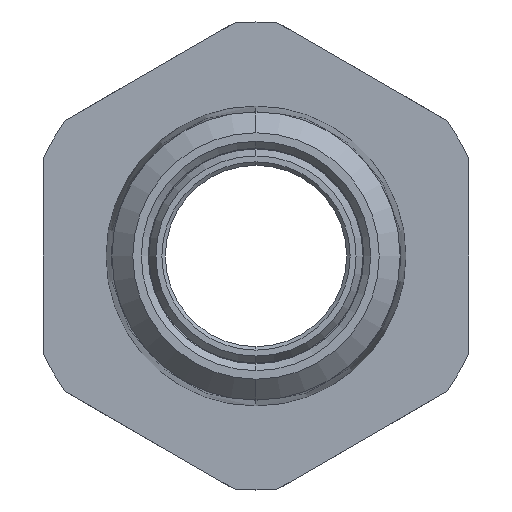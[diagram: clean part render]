
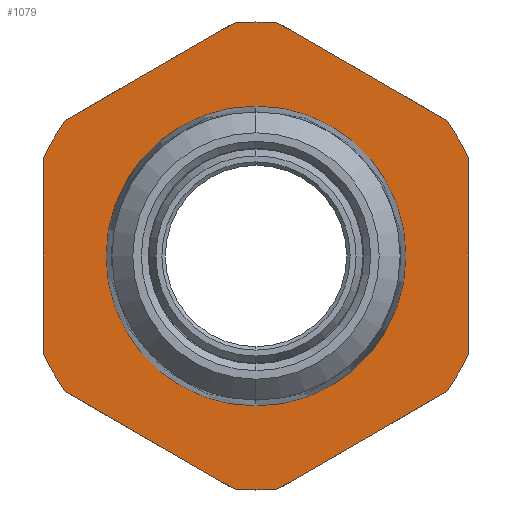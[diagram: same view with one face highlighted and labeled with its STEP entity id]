
A CAD part, left-side view. The second image highlights one B-rep face of the part: STEP entity #1079.
In plain terms, the highlighted planar face has unit normal (-1, 0, 0).
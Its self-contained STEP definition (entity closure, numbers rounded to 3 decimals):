
#16 = CIRCLE ( 'NONE', #1730, 16.775 ) ;
#64 = CARTESIAN_POINT ( 'NONE',  ( 20.2, -1.573, 16.701 ) ) ;
#83 = CARTESIAN_POINT ( 'NONE',  ( 20.2, -15.25, 8.805 ) ) ;
#101 = LINE ( 'NONE', #515, #2315 ) ;
#121 = CARTESIAN_POINT ( 'NONE',  ( 20.2, 13.677, -9.713 ) ) ;
#138 = CIRCLE ( 'NONE', #1831, 16.775 ) ;
#172 = EDGE_CURVE ( 'NONE', #1965, #1394, #1167, .T. ) ;
#187 = EDGE_CURVE ( 'NONE', #1970, #1394, #232, .T. ) ;
#213 = FACE_BOUND ( 'NONE', #1955, .T. ) ;
#232 = CIRCLE ( 'NONE', #1624, 16.775 ) ;
#272 = VECTOR ( 'NONE', #2226, 1000. ) ;
#275 = DIRECTION ( 'NONE',  ( 0., 0., 1. ) ) ;
#294 = VECTOR ( 'NONE', #275, 1000. ) ;
#300 = VERTEX_POINT ( 'NONE', #856 ) ;
#302 = CARTESIAN_POINT ( 'NONE',  ( 20.2, -15.25, 6.988 ) ) ;
#314 = DIRECTION ( 'NONE',  ( 0., 0., -1. ) ) ;
#320 = CARTESIAN_POINT ( 'NONE',  ( 20.2, 15.25, -6.988 ) ) ;
#358 = CIRCLE ( 'NONE', #429, 10.75 ) ;
#366 = EDGE_CURVE ( 'NONE', #1965, #2257, #2173, .T. ) ;
#369 = EDGE_CURVE ( 'NONE', #2743, #2257, #2681, .T. ) ;
#421 = CARTESIAN_POINT ( 'NONE',  ( 20.2, 0., 0. ) ) ;
#429 = AXIS2_PLACEMENT_3D ( 'NONE', #2128, #2166, #1245 ) ;
#462 = CARTESIAN_POINT ( 'NONE',  ( 20.2, 15.25, 6.988 ) ) ;
#489 = ORIENTED_EDGE ( 'NONE', *, *, #366, .F. ) ;
#492 = VERTEX_POINT ( 'NONE', #1846 ) ;
#500 = DIRECTION ( 'NONE',  ( 0., -0.866, 0.5 ) ) ;
#515 = CARTESIAN_POINT ( 'NONE',  ( 20.2, 15.25, 8.805 ) ) ;
#533 = DIRECTION ( 'NONE',  ( 0., 0., -1. ) ) ;
#541 = ORIENTED_EDGE ( 'NONE', *, *, #2054, .T. ) ;
#549 = AXIS2_PLACEMENT_3D ( 'NONE', #1379, #2663, #1159 ) ;
#606 = EDGE_CURVE ( 'NONE', #492, #1850, #1069, .T. ) ;
#627 = DIRECTION ( 'NONE',  ( 0., 0.866, -0.5 ) ) ;
#681 = ORIENTED_EDGE ( 'NONE', *, *, #2023, .T. ) ;
#704 = EDGE_CURVE ( 'NONE', #2280, #2386, #2000, .T. ) ;
#749 = DIRECTION ( 'NONE',  ( 0., 0., -1. ) ) ;
#751 = ORIENTED_EDGE ( 'NONE', *, *, #1365, .T. ) ;
#764 = EDGE_CURVE ( 'NONE', #2280, #492, #16, .T. ) ;
#786 = ORIENTED_EDGE ( 'NONE', *, *, #172, .T. ) ;
#807 = VERTEX_POINT ( 'NONE', #1300 ) ;
#828 = AXIS2_PLACEMENT_3D ( 'NONE', #1411, #1383, #533 ) ;
#830 = DIRECTION ( 'NONE',  ( 0., 0., -1. ) ) ;
#851 = CARTESIAN_POINT ( 'NONE',  ( 20.2, 0., 17.609 ) ) ;
#856 = CARTESIAN_POINT ( 'NONE',  ( 20.2, 0., 10.75 ) ) ;
#891 = ORIENTED_EDGE ( 'NONE', *, *, #606, .F. ) ;
#906 = ORIENTED_EDGE ( 'NONE', *, *, #187, .F. ) ;
#936 = DIRECTION ( 'NONE',  ( 0., 0., -1. ) ) ;
#949 = CARTESIAN_POINT ( 'NONE',  ( 20.2, 0., -17.609 ) ) ;
#962 = CARTESIAN_POINT ( 'NONE',  ( 20.2, 10.75, 0. ) ) ;
#981 = CARTESIAN_POINT ( 'NONE',  ( 20.2, 0., 0. ) ) ;
#994 = VERTEX_POINT ( 'NONE', #462 ) ;
#1044 = CARTESIAN_POINT ( 'NONE',  ( 20.2, 0., 0. ) ) ;
#1069 = CIRCLE ( 'NONE', #1470, 16.775 ) ;
#1079 = ADVANCED_FACE ( 'NONE', ( #1851, #213 ), #1813, .F. ) ;
#1088 = ORIENTED_EDGE ( 'NONE', *, *, #2182, .F. ) ;
#1107 = EDGE_CURVE ( 'NONE', #2743, #807, #138, .T. ) ;
#1134 = CARTESIAN_POINT ( 'NONE',  ( 20.2, 13.677, 9.713 ) ) ;
#1140 = VERTEX_POINT ( 'NONE', #121 ) ;
#1159 = DIRECTION ( 'NONE',  ( 0., 0., -1. ) ) ;
#1167 = LINE ( 'NONE', #1962, #294 ) ;
#1239 = CARTESIAN_POINT ( 'NONE',  ( 20.2, -13.677, -9.713 ) ) ;
#1243 = EDGE_LOOP ( 'NONE', ( #751, #1088, #2537, #1496, #1456, #489, #786, #906, #541, #891, #2776, #2225, #1592 ) ) ;
#1245 = DIRECTION ( 'NONE',  ( 0., 0., -1. ) ) ;
#1247 = EDGE_CURVE ( 'NONE', #994, #2386, #2722, .T. ) ;
#1251 = DIRECTION ( 'NONE',  ( 1., 0., 0. ) ) ;
#1300 = CARTESIAN_POINT ( 'NONE',  ( 20.2, 1.573, -16.701 ) ) ;
#1323 = VERTEX_POINT ( 'NONE', #320 ) ;
#1365 = EDGE_CURVE ( 'NONE', #994, #1323, #101, .T. ) ;
#1379 = CARTESIAN_POINT ( 'NONE',  ( 20.2, 0., 0. ) ) ;
#1383 = DIRECTION ( 'NONE',  ( 1., 0., 0. ) ) ;
#1394 = VERTEX_POINT ( 'NONE', #302 ) ;
#1396 = CARTESIAN_POINT ( 'NONE',  ( 20.2, -13.677, 9.713 ) ) ;
#1411 = CARTESIAN_POINT ( 'NONE',  ( 20.2, 0., 0. ) ) ;
#1420 = LINE ( 'NONE', #83, #272 ) ;
#1456 = ORIENTED_EDGE ( 'NONE', *, *, #369, .T. ) ;
#1470 = AXIS2_PLACEMENT_3D ( 'NONE', #2520, #1251, #1939 ) ;
#1471 = VECTOR ( 'NONE', #500, 1000. ) ;
#1496 = ORIENTED_EDGE ( 'NONE', *, *, #1107, .F. ) ;
#1549 = VERTEX_POINT ( 'NONE', #2085 ) ;
#1567 = DIRECTION ( 'NONE',  ( 0., 0., -1. ) ) ;
#1592 = ORIENTED_EDGE ( 'NONE', *, *, #1247, .F. ) ;
#1597 = DIRECTION ( 'NONE',  ( 1., 0., 0. ) ) ;
#1624 = AXIS2_PLACEMENT_3D ( 'NONE', #2165, #2215, #936 ) ;
#1639 = CIRCLE ( 'NONE', #2152, 16.775 ) ;
#1678 = ORIENTED_EDGE ( 'NONE', *, *, #2707, .T. ) ;
#1726 = CARTESIAN_POINT ( 'NONE',  ( 20.2, 1.573, 16.701 ) ) ;
#1730 = AXIS2_PLACEMENT_3D ( 'NONE', #421, #2573, #1567 ) ;
#1791 = DIRECTION ( 'NONE',  ( 1., 0., 0. ) ) ;
#1813 = PLANE ( 'NONE',  #2696 ) ;
#1831 = AXIS2_PLACEMENT_3D ( 'NONE', #981, #2250, #749 ) ;
#1846 = CARTESIAN_POINT ( 'NONE',  ( 20.2, 0., 16.775 ) ) ;
#1850 = VERTEX_POINT ( 'NONE', #64 ) ;
#1851 = FACE_OUTER_BOUND ( 'NONE', #1243, .T. ) ;
#1864 = VECTOR ( 'NONE', #627, 1000. ) ;
#1939 = DIRECTION ( 'NONE',  ( 0., 0., -1. ) ) ;
#1955 = EDGE_LOOP ( 'NONE', ( #681, #1678 ) ) ;
#1962 = CARTESIAN_POINT ( 'NONE',  ( 20.2, -15.25, -8.805 ) ) ;
#1965 = VERTEX_POINT ( 'NONE', #2249 ) ;
#1970 = VERTEX_POINT ( 'NONE', #1396 ) ;
#2000 = LINE ( 'NONE', #851, #1864 ) ;
#2023 = EDGE_CURVE ( 'NONE', #1549, #300, #2557, .T. ) ;
#2032 = AXIS2_PLACEMENT_3D ( 'NONE', #2202, #1791, #2224 ) ;
#2054 = EDGE_CURVE ( 'NONE', #1970, #1850, #1420, .T. ) ;
#2071 = LINE ( 'NONE', #2313, #2517 ) ;
#2085 = CARTESIAN_POINT ( 'NONE',  ( 20.2, 0., -10.75 ) ) ;
#2122 = DIRECTION ( 'NONE',  ( 0., -0.866, -0.5 ) ) ;
#2128 = CARTESIAN_POINT ( 'NONE',  ( 20.2, 0., 0. ) ) ;
#2152 = AXIS2_PLACEMENT_3D ( 'NONE', #1044, #2322, #830 ) ;
#2165 = CARTESIAN_POINT ( 'NONE',  ( 20.2, 0., 0. ) ) ;
#2166 = DIRECTION ( 'NONE',  ( 1., 0., 0. ) ) ;
#2173 = CIRCLE ( 'NONE', #2032, 16.775 ) ;
#2182 = EDGE_CURVE ( 'NONE', #1140, #1323, #1639, .T. ) ;
#2202 = CARTESIAN_POINT ( 'NONE',  ( 20.2, 0., 0. ) ) ;
#2215 = DIRECTION ( 'NONE',  ( 1., 0., 0. ) ) ;
#2224 = DIRECTION ( 'NONE',  ( 0., 0., -1. ) ) ;
#2225 = ORIENTED_EDGE ( 'NONE', *, *, #704, .T. ) ;
#2226 = DIRECTION ( 'NONE',  ( 0., 0.866, 0.5 ) ) ;
#2236 = DIRECTION ( 'NONE',  ( 0., 0., -1. ) ) ;
#2249 = CARTESIAN_POINT ( 'NONE',  ( 20.2, -15.25, -6.988 ) ) ;
#2250 = DIRECTION ( 'NONE',  ( 1., 0., 0. ) ) ;
#2257 = VERTEX_POINT ( 'NONE', #1239 ) ;
#2280 = VERTEX_POINT ( 'NONE', #1726 ) ;
#2313 = CARTESIAN_POINT ( 'NONE',  ( 20.2, 15.25, -8.805 ) ) ;
#2315 = VECTOR ( 'NONE', #2236, 1000. ) ;
#2322 = DIRECTION ( 'NONE',  ( 1., 0., 0. ) ) ;
#2366 = CARTESIAN_POINT ( 'NONE',  ( 20.2, -1.573, -16.701 ) ) ;
#2386 = VERTEX_POINT ( 'NONE', #1134 ) ;
#2517 = VECTOR ( 'NONE', #2122, 1000. ) ;
#2520 = CARTESIAN_POINT ( 'NONE',  ( 20.2, 0., 0. ) ) ;
#2537 = ORIENTED_EDGE ( 'NONE', *, *, #2772, .T. ) ;
#2557 = CIRCLE ( 'NONE', #549, 10.75 ) ;
#2573 = DIRECTION ( 'NONE',  ( 1., 0., 0. ) ) ;
#2663 = DIRECTION ( 'NONE',  ( 1., 0., 0. ) ) ;
#2681 = LINE ( 'NONE', #949, #1471 ) ;
#2696 = AXIS2_PLACEMENT_3D ( 'NONE', #962, #1597, #314 ) ;
#2707 = EDGE_CURVE ( 'NONE', #300, #1549, #358, .T. ) ;
#2722 = CIRCLE ( 'NONE', #828, 16.775 ) ;
#2743 = VERTEX_POINT ( 'NONE', #2366 ) ;
#2772 = EDGE_CURVE ( 'NONE', #1140, #807, #2071, .T. ) ;
#2776 = ORIENTED_EDGE ( 'NONE', *, *, #764, .F. ) ;
